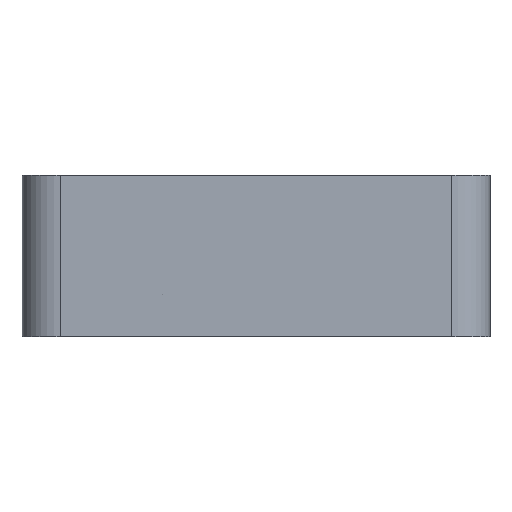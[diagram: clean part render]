
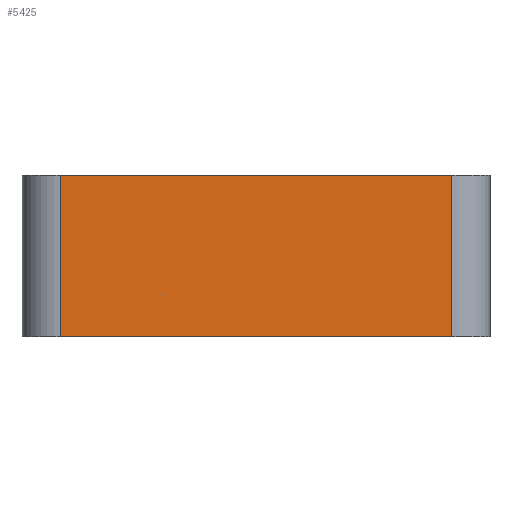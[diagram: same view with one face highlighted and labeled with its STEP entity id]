
A CAD part, left-side view. The second image highlights one B-rep face of the part: STEP entity #5425.
In plain terms, the highlighted planar face has unit normal (-1, 0, 0).
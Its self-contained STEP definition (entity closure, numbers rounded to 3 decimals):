
#623=FACE_OUTER_BOUND('',#936,.T.);
#936=EDGE_LOOP('',(#4717,#4718,#4719,#4720));
#1448=LINE('',#9666,#2008);
#1452=LINE('',#9692,#2012);
#1454=LINE('',#9696,#2014);
#1455=LINE('',#9697,#2015);
#2008=VECTOR('',#6448,10.);
#2012=VECTOR('',#6474,10.);
#2014=VECTOR('',#6478,10.);
#2015=VECTOR('',#6479,10.);
#2546=VERTEX_POINT('',#9662);
#2548=VERTEX_POINT('',#9665);
#2559=VERTEX_POINT('',#9690);
#2560=VERTEX_POINT('',#9695);
#3285=EDGE_CURVE('',#2546,#2548,#1448,.T.);
#3297=EDGE_CURVE('',#2559,#2546,#1452,.T.);
#3299=EDGE_CURVE('',#2560,#2559,#1454,.T.);
#3300=EDGE_CURVE('',#2548,#2560,#1455,.T.);
#4717=ORIENTED_EDGE('',*,*,#3297,.F.);
#4718=ORIENTED_EDGE('',*,*,#3299,.F.);
#4719=ORIENTED_EDGE('',*,*,#3300,.F.);
#4720=ORIENTED_EDGE('',*,*,#3285,.F.);
#5152=PLANE('',#5642);
#5425=ADVANCED_FACE('',(#623),#5152,.T.);
#5642=AXIS2_PLACEMENT_3D('',#9694,#6476,#6477);
#6448=DIRECTION('',(0.,1.,0.));
#6474=DIRECTION('',(0.,0.,-1.));
#6476=DIRECTION('center_axis',(-1.,0.,0.));
#6477=DIRECTION('ref_axis',(0.,-1.,0.));
#6478=DIRECTION('',(0.,-1.,0.));
#6479=DIRECTION('',(0.,0.,1.));
#9662=CARTESIAN_POINT('',(-34.5,-31.5,0.));
#9665=CARTESIAN_POINT('',(-34.5,19.5,0.));
#9666=CARTESIAN_POINT('',(-34.5,-36.5,0.));
#9690=CARTESIAN_POINT('',(-34.5,-31.5,21.));
#9692=CARTESIAN_POINT('',(-34.5,-31.5,0.));
#9694=CARTESIAN_POINT('Origin',(-34.5,24.5,0.));
#9695=CARTESIAN_POINT('',(-34.5,19.5,21.));
#9696=CARTESIAN_POINT('',(-34.5,-3.5,21.));
#9697=CARTESIAN_POINT('',(-34.5,19.5,0.));
